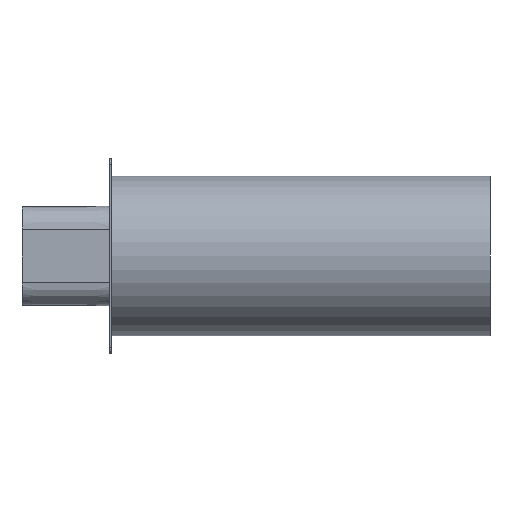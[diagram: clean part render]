
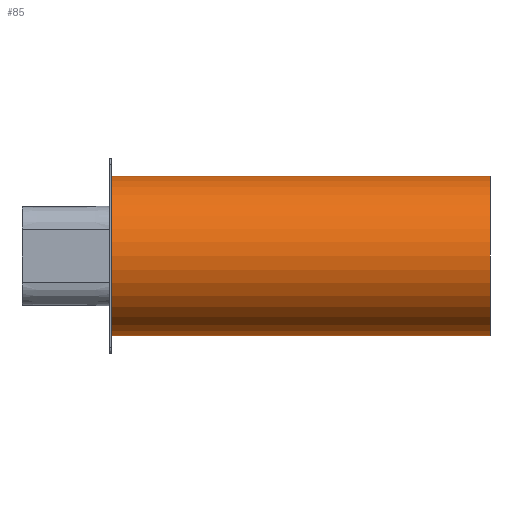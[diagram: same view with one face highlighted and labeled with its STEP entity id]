
A CAD part, front view. The second image highlights one B-rep face of the part: STEP entity #85.
In plain terms, the highlighted cylindrical face has radius 73.75 mm (diameter 147.5 mm), a partial arc.
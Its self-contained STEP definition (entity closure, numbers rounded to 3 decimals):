
#85=ADVANCED_FACE('',(#316),#317,.T.);
#316=FACE_OUTER_BOUND('',#793,.T.);
#317=CYLINDRICAL_SURFACE('',#794,73.75);
#793=EDGE_LOOP('',(#12423,#12424,#12425,#12426));
#794=AXIS2_PLACEMENT_3D('',#12427,#12428,#12429);
#12423=ORIENTED_EDGE('',*,*,#14081,.F.);
#12424=ORIENTED_EDGE('',*,*,#14082,.F.);
#12425=ORIENTED_EDGE('',*,*,#14083,.F.);
#12426=ORIENTED_EDGE('',*,*,#14084,.T.);
#12427=CARTESIAN_POINT('',(0.,0.0,0.));
#12428=DIRECTION('',(1.0,0.,0.));
#12429=DIRECTION('',(0.,0.,1.0));
#14081=EDGE_CURVE('',#14693,#14694,#14695,.T.);
#14082=EDGE_CURVE('',#14696,#14693,#14697,.T.);
#14083=EDGE_CURVE('',#14698,#14696,#14699,.T.);
#14084=EDGE_CURVE('',#14698,#14694,#14700,.T.);
#14693=VERTEX_POINT('',#15691);
#14694=VERTEX_POINT('',#15692);
#14695=LINE('',#15693,#15694);
#14696=VERTEX_POINT('',#15695);
#14697=CIRCLE('',#15696,73.75);
#14698=VERTEX_POINT('',#15697);
#14699=LINE('',#15698,#15699);
#14700=CIRCLE('',#15700,73.75);
#15691=CARTESIAN_POINT('',(0.,0.,73.75));
#15692=CARTESIAN_POINT('',(350.0,0.,73.75));
#15693=CARTESIAN_POINT('',(0.,0.,73.75));
#15694=VECTOR('',#26270,1.0);
#15695=CARTESIAN_POINT('',(0.,0.,-73.75));
#15696=AXIS2_PLACEMENT_3D('',#26271,#26272,#26273);
#15697=CARTESIAN_POINT('',(350.0,0.,-73.75));
#15698=CARTESIAN_POINT('',(0.,0.,-73.75));
#15699=VECTOR('',#26274,1.0);
#15700=AXIS2_PLACEMENT_3D('',#26275,#26276,#26277);
#26270=DIRECTION('',(1.0,0.,0.));
#26271=CARTESIAN_POINT('',(0.,0.0,0.));
#26272=DIRECTION('',(-1.0,0.,0.));
#26273=DIRECTION('',(0.,0.,1.0));
#26274=DIRECTION('',(-1.0,0.,0.));
#26275=CARTESIAN_POINT('',(350.0,0.,0.));
#26276=DIRECTION('',(-1.0,0.,0.));
#26277=DIRECTION('',(0.,0.,1.0));
